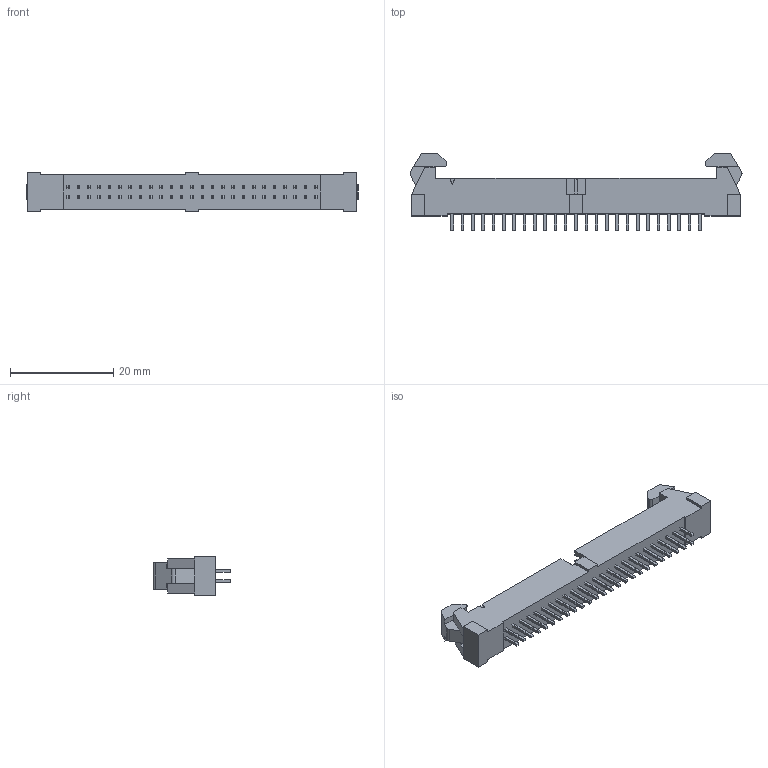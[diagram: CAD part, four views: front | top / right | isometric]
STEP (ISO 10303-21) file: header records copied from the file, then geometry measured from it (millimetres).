
FILE_DESCRIPTION(/* description */ ('STEP AP214'),/* implementation_level */ '2;1');
FILE_NAME(/* name */ 'EHT-125-01-S-D',/* time_stamp */ '2023-03-22T00:16:34+01:00',/* author */ ('License CC BY-ND 4.0'),/* organization */ ('CADENAS'),/* preprocessor_version */ 'ST-DEVELOPER v19.3',/* originating_system */ 'PARTsolutions',/* authorisation */ ' ');
FILE_SCHEMA (('AUTOMOTIVE_DESIGN {1 0 10303 214 3 1 1}'));
Length unit declared in the file: inch
Products named in the file (4): EHT-125-01-S-D; C-95-01-25-D-; EHT-First_Position_Indicator; EHT-125-01-D_header
Assembly tree (3 placements, depth 2):
  EHT-125-01-S-D
    C-95-01-25-D-
    EHT-First_Position_Indicator
    EHT-125-01-D_header
Bounding box: 64.37 x 15.09 x 7.62 mm (x, y, z)
Volume: 2618.2 mm3; surface area: 3888 mm2
Topology: 3 solids, 3 shells, 699 faces, 2063 edges, 1370 vertices
Faces by surface type: plane 691, cylinder 8
Entity records: 22910 total; most frequent: CARTESIAN_POINT 4136, ORIENTED_EDGE 4126, DIRECTION 3485, EDGE_CURVE 2063, LINE 2047, VECTOR 2047, VERTEX_POINT 1370, AXIS2_PLACEMENT_3D 719
